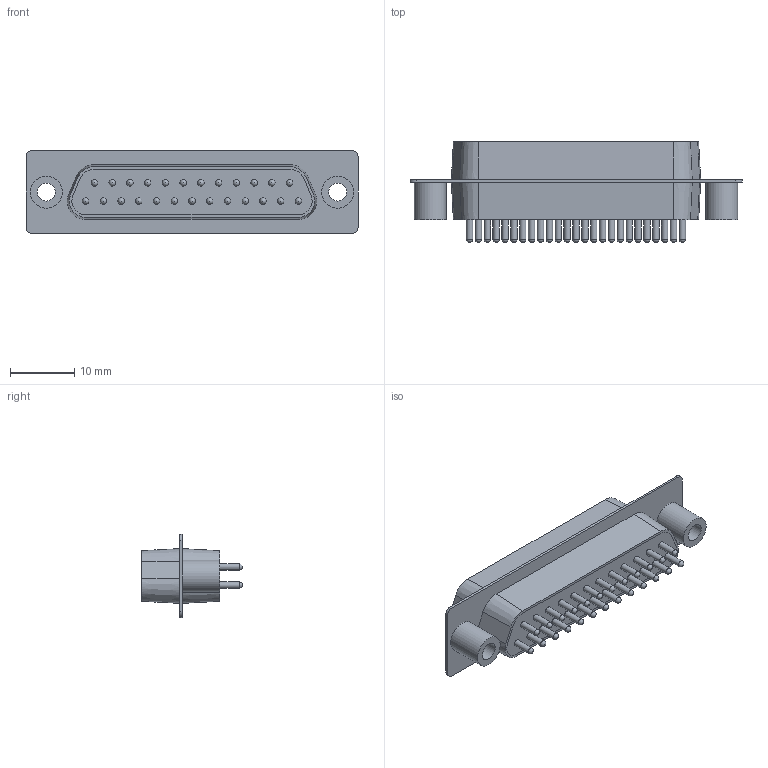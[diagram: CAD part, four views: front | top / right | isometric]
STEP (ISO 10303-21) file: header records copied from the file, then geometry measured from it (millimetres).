
FILE_DESCRIPTION(/* description */ (''),/* implementation_level */ '2;1');
FILE_NAME(/* name */ 'DB25_F_v1.step',/* time_stamp */ '2025-03-29T15:19:51+01:00',/* author */ (''),/* organization */ (''),/* preprocessor_version */ 'ST-DEVELOPER v20.1',/* originating_system */ 'Autodesk Translation Framework v14.4.0.0',/* authorisation */ '');
FILE_SCHEMA (('AUTOMOTIVE_DESIGN { 1 0 10303 214 3 1 1 }'));
Length unit declared in the file: millimetre
Products named in the file (1): DB25_F
Bounding box: 51.85 x 15.72 x 13 mm (x, y, z)
Volume: 3935.3 mm3; surface area: 3357.3 mm2
Topology: 1 solids, 1 shells, 177 faces, 407 edges, 263 vertices
Faces by surface type: cylinder 66, plane 53, cone 33, sphere 25
Full cylindrical faces by diameter (mm): 1 x50, 2.8 x2, 5 x2
Entity records: 5195 total; most frequent: DIRECTION 961, CARTESIAN_POINT 823, ORIENTED_EDGE 764, AXIS2_PLACEMENT_3D 401, EDGE_CURVE 382, VERTEX_POINT 263, EDGE_LOOP 237, CIRCLE 223
